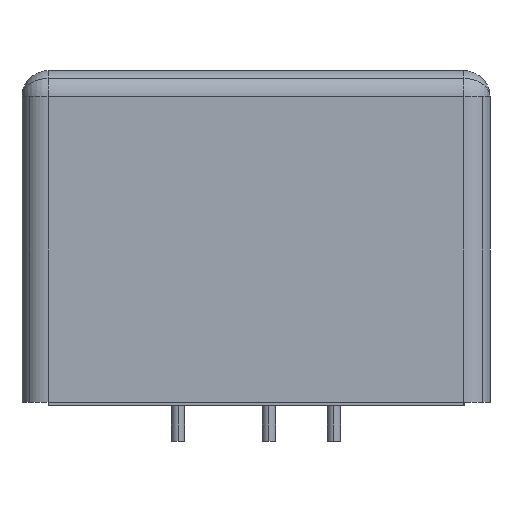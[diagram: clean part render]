
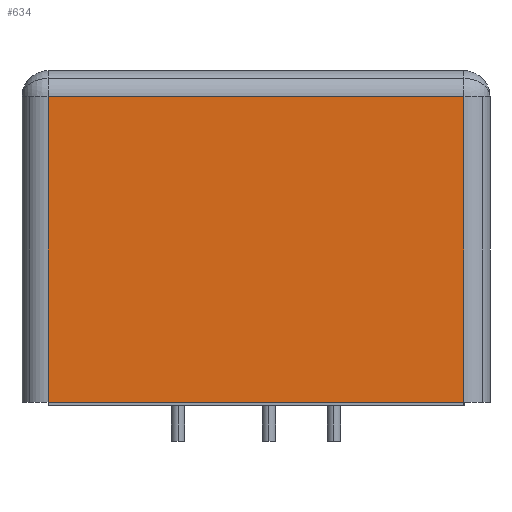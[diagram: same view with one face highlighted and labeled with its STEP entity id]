
A CAD part, left-side view. The second image highlights one B-rep face of the part: STEP entity #634.
In plain terms, the highlighted planar face has unit normal (-1, 0, 0).
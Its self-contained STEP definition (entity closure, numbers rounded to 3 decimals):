
#459 = VERTEX_POINT('',#460);
#460 = CARTESIAN_POINT('',(-28.,-16.,0.));
#548 = VERTEX_POINT('',#549);
#549 = CARTESIAN_POINT('',(-28.,16.,0.));
#556 = EDGE_CURVE('',#459,#548,#557,.T.);
#557 = LINE('',#558,#559);
#558 = CARTESIAN_POINT('',(-28.,0.,0.));
#559 = VECTOR('',#560,1.);
#560 = DIRECTION('',(0.,1.,0.));
#615 = VERTEX_POINT('',#616);
#616 = CARTESIAN_POINT('',(-28.,-16.,23.5));
#623 = EDGE_CURVE('',#615,#459,#624,.T.);
#624 = LINE('',#625,#626);
#625 = CARTESIAN_POINT('',(-28.,-16.,12.75));
#626 = VECTOR('',#627,1.);
#627 = DIRECTION('',(0.,0.,-1.));
#634 = ADVANCED_FACE('',(#635),#653,.F.);
#635 = FACE_BOUND('',#636,.T.);
#636 = EDGE_LOOP('',(#637,#638,#646,#652));
#637 = ORIENTED_EDGE('',*,*,#623,.F.);
#638 = ORIENTED_EDGE('',*,*,#639,.F.);
#639 = EDGE_CURVE('',#640,#615,#642,.T.);
#640 = VERTEX_POINT('',#641);
#641 = CARTESIAN_POINT('',(-28.,16.,23.5));
#642 = LINE('',#643,#644);
#643 = CARTESIAN_POINT('',(-28.,0.,23.5));
#644 = VECTOR('',#645,1.);
#645 = DIRECTION('',(0.,-1.,0.));
#646 = ORIENTED_EDGE('',*,*,#647,.F.);
#647 = EDGE_CURVE('',#548,#640,#648,.T.);
#648 = LINE('',#649,#650);
#649 = CARTESIAN_POINT('',(-28.,16.,12.75));
#650 = VECTOR('',#651,1.);
#651 = DIRECTION('',(0.,0.,1.));
#652 = ORIENTED_EDGE('',*,*,#556,.F.);
#653 = PLANE('',#654);
#654 = AXIS2_PLACEMENT_3D('',#655,#656,#657);
#655 = CARTESIAN_POINT('',(-28.,0.,12.75));
#656 = DIRECTION('',(1.,0.,0.));
#657 = DIRECTION('',(0.,0.,-1.));
